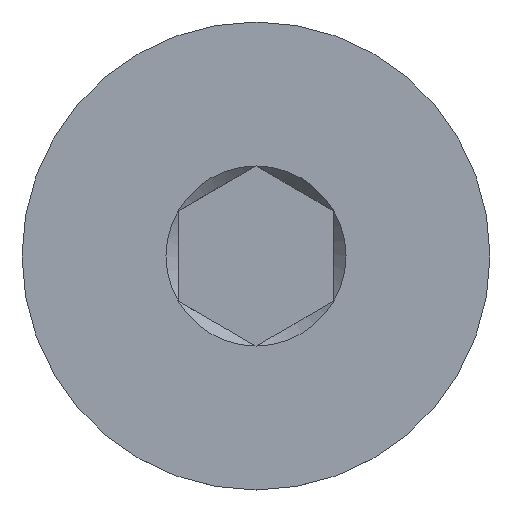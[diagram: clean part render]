
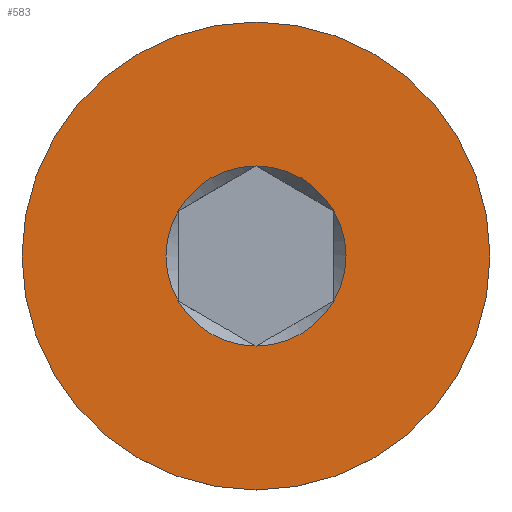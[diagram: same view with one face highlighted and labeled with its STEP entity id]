
A CAD part, top view. The second image highlights one B-rep face of the part: STEP entity #583.
In plain terms, the highlighted planar face has unit normal (0, 0, 1).
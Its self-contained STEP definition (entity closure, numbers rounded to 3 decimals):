
#17=FACE_BOUND('',#112,.T.);
#18=PLANE('',#652);
#75=FACE_OUTER_BOUND('',#111,.T.);
#111=EDGE_LOOP('',(#454,#455));
#112=EDGE_LOOP('',(#456,#457,#458,#459,#460,#461));
#136=CIRCLE('',#643,2.309);
#137=CIRCLE('',#645,6.);
#138=CIRCLE('',#646,6.);
#143=CIRCLE('',#653,2.309);
#144=CIRCLE('',#654,2.309);
#145=CIRCLE('',#655,2.309);
#146=CIRCLE('',#656,2.309);
#147=CIRCLE('',#657,2.309);
#261=VERTEX_POINT('',#2591);
#262=VERTEX_POINT('',#2592);
#263=VERTEX_POINT('',#2598);
#264=VERTEX_POINT('',#2599);
#270=VERTEX_POINT('',#2646);
#271=VERTEX_POINT('',#2648);
#272=VERTEX_POINT('',#2650);
#273=VERTEX_POINT('',#2652);
#333=EDGE_CURVE('',#261,#262,#136,.T.);
#334=EDGE_CURVE('',#263,#264,#137,.T.);
#335=EDGE_CURVE('',#264,#263,#138,.T.);
#344=EDGE_CURVE('',#262,#270,#143,.T.);
#345=EDGE_CURVE('',#270,#271,#144,.T.);
#346=EDGE_CURVE('',#271,#272,#145,.T.);
#347=EDGE_CURVE('',#272,#273,#146,.T.);
#348=EDGE_CURVE('',#273,#261,#147,.T.);
#454=ORIENTED_EDGE('',*,*,#334,.T.);
#455=ORIENTED_EDGE('',*,*,#335,.T.);
#456=ORIENTED_EDGE('',*,*,#344,.T.);
#457=ORIENTED_EDGE('',*,*,#345,.T.);
#458=ORIENTED_EDGE('',*,*,#346,.T.);
#459=ORIENTED_EDGE('',*,*,#347,.T.);
#460=ORIENTED_EDGE('',*,*,#348,.T.);
#461=ORIENTED_EDGE('',*,*,#333,.T.);
#583=ADVANCED_FACE('',(#75,#17),#18,.F.);
#643=AXIS2_PLACEMENT_3D('',#2596,#734,#735);
#645=AXIS2_PLACEMENT_3D('',#2600,#738,#739);
#646=AXIS2_PLACEMENT_3D('',#2601,#740,#741);
#652=AXIS2_PLACEMENT_3D('',#2645,#754,#755);
#653=AXIS2_PLACEMENT_3D('',#2647,#756,#757);
#654=AXIS2_PLACEMENT_3D('',#2649,#758,#759);
#655=AXIS2_PLACEMENT_3D('',#2651,#760,#761);
#656=AXIS2_PLACEMENT_3D('',#2653,#762,#763);
#657=AXIS2_PLACEMENT_3D('',#2654,#764,#765);
#734=DIRECTION('center_axis',(0.,0.,-1.));
#735=DIRECTION('ref_axis',(-1.,0.,0.));
#738=DIRECTION('center_axis',(0.,0.,1.));
#739=DIRECTION('ref_axis',(0.,-1.,0.));
#740=DIRECTION('center_axis',(0.,0.,1.));
#741=DIRECTION('ref_axis',(0.,-1.,0.));
#754=DIRECTION('center_axis',(0.,0.,-1.));
#755=DIRECTION('ref_axis',(0.,1.,0.));
#756=DIRECTION('center_axis',(0.,0.,-1.));
#757=DIRECTION('ref_axis',(-1.,0.,0.));
#758=DIRECTION('center_axis',(0.,0.,-1.));
#759=DIRECTION('ref_axis',(-1.,0.,0.));
#760=DIRECTION('center_axis',(0.,0.,-1.));
#761=DIRECTION('ref_axis',(-1.,0.,0.));
#762=DIRECTION('center_axis',(0.,0.,-1.));
#763=DIRECTION('ref_axis',(-1.,0.,0.));
#764=DIRECTION('center_axis',(0.,0.,-1.));
#765=DIRECTION('ref_axis',(-1.,0.,0.));
#2591=CARTESIAN_POINT('',(-2.,-1.155,5.));
#2592=CARTESIAN_POINT('',(-2.,1.155,5.));
#2596=CARTESIAN_POINT('Origin',(0.,0.,5.));
#2598=CARTESIAN_POINT('',(0.,-6.,5.));
#2599=CARTESIAN_POINT('',(0.,6.,5.));
#2600=CARTESIAN_POINT('Origin',(0.,0.,5.));
#2601=CARTESIAN_POINT('Origin',(0.,0.,5.));
#2645=CARTESIAN_POINT('Origin',(0.,0.,
5.));
#2646=CARTESIAN_POINT('',(0.,2.309,5.));
#2647=CARTESIAN_POINT('Origin',(0.,0.,5.));
#2648=CARTESIAN_POINT('',(2.,1.155,5.));
#2649=CARTESIAN_POINT('Origin',(0.,0.,5.));
#2650=CARTESIAN_POINT('',(2.,-1.155,5.));
#2651=CARTESIAN_POINT('Origin',(0.,0.,5.));
#2652=CARTESIAN_POINT('',(0.,-2.309,5.));
#2653=CARTESIAN_POINT('Origin',(0.,0.,5.));
#2654=CARTESIAN_POINT('Origin',(0.,0.,5.));
